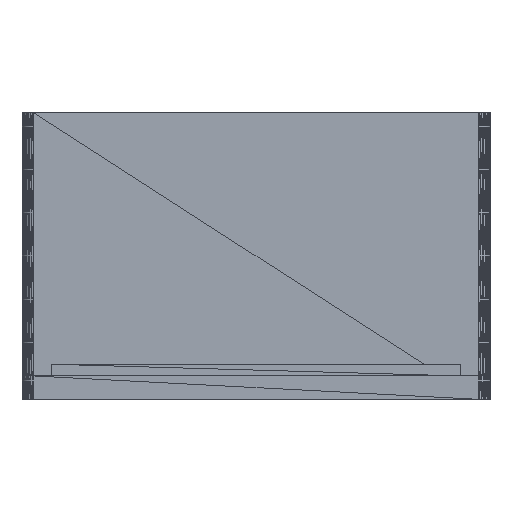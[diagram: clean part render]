
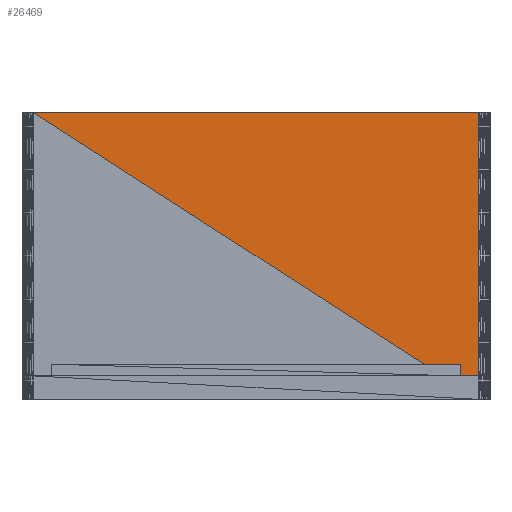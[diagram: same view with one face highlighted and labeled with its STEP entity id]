
A CAD part, front view. The second image highlights one B-rep face of the part: STEP entity #26469.
In plain terms, the highlighted planar face has unit normal (0, -1, 0).
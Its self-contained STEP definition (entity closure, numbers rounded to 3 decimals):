
#120=FACE_OUTER_BOUND('',#2437,.T.);
#2437=EDGE_LOOP('',(#16901,#16902,#16903));
#4762=LINE('',#39244,#8342);
#4765=LINE('',#39250,#8345);
#4766=LINE('',#39251,#8346);
#8342=VECTOR('',#31090,10.);
#8345=VECTOR('',#31095,10.);
#8346=VECTOR('',#31096,10.);
#11922=VERTEX_POINT('',#39242);
#11923=VERTEX_POINT('',#39243);
#11925=VERTEX_POINT('',#39249);
#13256=EDGE_CURVE('',#11922,#11923,#4762,.T.);
#13259=EDGE_CURVE('',#11922,#11925,#4765,.T.);
#13260=EDGE_CURVE('',#11923,#11925,#4766,.T.);
#16901=ORIENTED_EDGE('',*,*,#13259,.F.);
#16902=ORIENTED_EDGE('',*,*,#13256,.T.);
#16903=ORIENTED_EDGE('',*,*,#13260,.T.);
#24183=PLANE('',#28801);
#26469=ADVANCED_FACE('',(#120),#24183,.T.);
#28801=AXIS2_PLACEMENT_3D('',#39248,#31093,#31094);
#31090=DIRECTION('',(0.84,0.,-0.542));
#31093=DIRECTION('center_axis',(0.,-1.,0.));
#31094=DIRECTION('ref_axis',(0.,0.,-1.));
#31095=DIRECTION('',(1.,0.,0.));
#31096=DIRECTION('',(0.,0.,1.));
#39242=CARTESIAN_POINT('',(-19.,1.,24.5));
#39243=CARTESIAN_POINT('',(19.,1.,0.));
#39244=CARTESIAN_POINT('',(-19.,1.,24.5));
#39248=CARTESIAN_POINT('Origin',(19.,1.,0.));
#39249=CARTESIAN_POINT('',(19.,1.,24.5));
#39250=CARTESIAN_POINT('',(-19.,1.,24.5));
#39251=CARTESIAN_POINT('',(19.,1.,0.));
